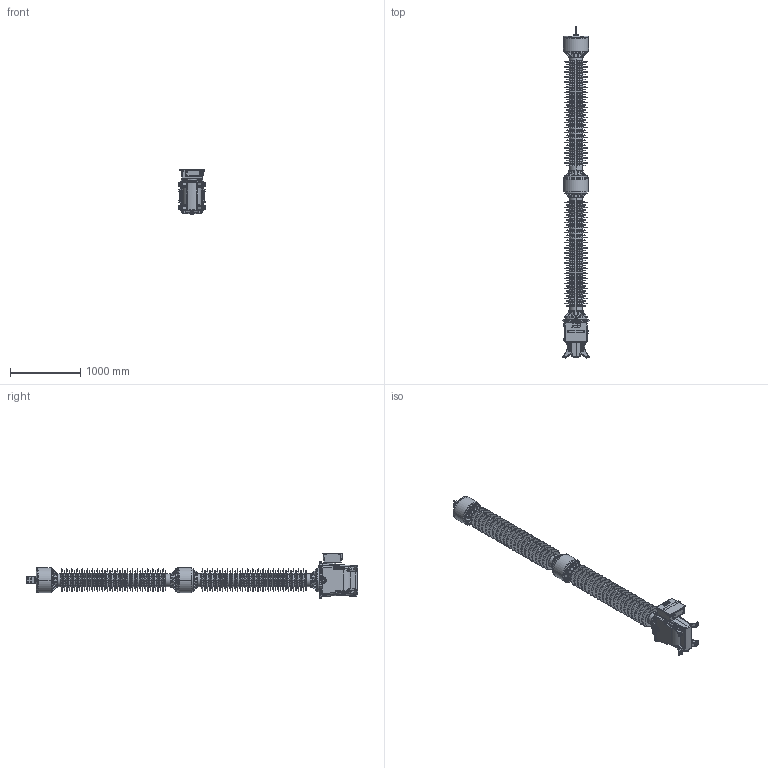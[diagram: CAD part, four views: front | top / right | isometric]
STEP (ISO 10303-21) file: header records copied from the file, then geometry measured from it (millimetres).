
FILE_DESCRIPTION((''),'2;1');
FILE_NAME('1HSE220062-928_SW0001','2016-11-02T',('sebjsjo1'),('ABB Technology Ltd.'),'PRO/ENGINEER BY PARAMETRIC TECHNOLOGY CORPORATION, 2015110','PRO/ENGINEER BY PARAMETRIC TECHNOLOGY CORPORATION, 2015110','');
FILE_SCHEMA(('CONFIG_CONTROL_DESIGN'));
Length unit declared in the file: millimetre
Products named in the file (1): 1HSE220062-928_SW0001
Bounding box: 395 x 4723 x 653.16 mm (x, y, z)
Surface area: 13660046.1 mm2 (no closed solid volume)
Topology: 0 solids, 174 shells, 2937 faces, 10527 edges, 7533 vertices
Faces by surface type: torus 734, cylinder 660, plane 558, bspline 544, cone 407, sphere 34
Entity records: 141335 total; most frequent: CARTESIAN_POINT 57757, DIRECTION 16811, ORIENTED_EDGE 15741, EDGE_CURVE 10527, VERTEX_POINT 7533, AXIS2_PLACEMENT_3D 6229, VECTOR 4353, LINE 4353
